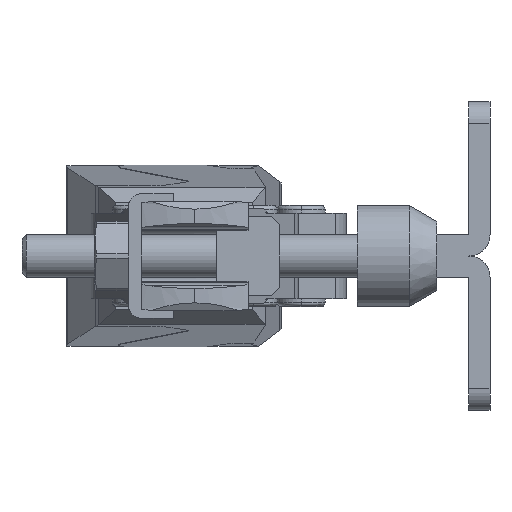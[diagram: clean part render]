
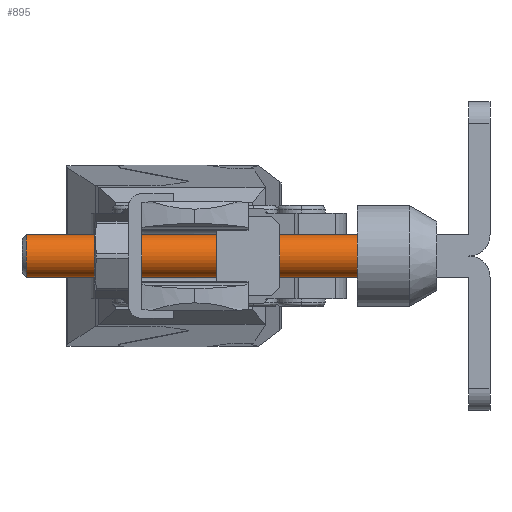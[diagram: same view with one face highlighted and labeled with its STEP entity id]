
A CAD part, left-side view. The second image highlights one B-rep face of the part: STEP entity #895.
In plain terms, the highlighted cylindrical face has radius 4 mm (diameter 8 mm), a partial arc.
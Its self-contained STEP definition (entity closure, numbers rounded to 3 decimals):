
#895=ADVANCED_FACE('NONE',(#1869),#1870,.T.);
#1869=FACE_OUTER_BOUND('',#3086,.T.);
#1870=CYLINDRICAL_SURFACE('',#3087,4.0);
#3086=EDGE_LOOP('',(#5872,#5873,#5874,#5875));
#3087=AXIS2_PLACEMENT_3D('',#5876,#5877,#5878);
#5872=ORIENTED_EDGE('',*,*,#7289,.F.);
#5873=ORIENTED_EDGE('',*,*,#7323,.T.);
#5874=ORIENTED_EDGE('',*,*,#7291,.T.);
#5875=ORIENTED_EDGE('',*,*,#7325,.T.);
#5876=CARTESIAN_POINT('',(-58.5,17.7,0.0));
#5877=DIRECTION('',(0.0,1.0,0.0));
#5878=DIRECTION('',(0.0,0.0,-1.0));
#7289=EDGE_CURVE('NONE',#8895,#8897,#8898,.T.);
#7291=EDGE_CURVE('NONE',#8894,#8899,#8901,.T.);
#7323=EDGE_CURVE('NONE',#8895,#8894,#8945,.T.);
#7325=EDGE_CURVE('NONE',#8899,#8897,#8947,.T.);
#8894=VERTEX_POINT('NONE',#11848);
#8895=VERTEX_POINT('NONE',#11849);
#8897=VERTEX_POINT('NONE',#11851);
#8898=LINE('',#11852,#11853);
#8899=VERTEX_POINT('NONE',#11854);
#8901=LINE('',#11856,#11857);
#8945=CIRCLE('',#11909,4.0);
#8947=CIRCLE('',#11911,4.0);
#11848=CARTESIAN_POINT('',(-58.5,87.233,-4.));
#11849=CARTESIAN_POINT('',(-58.5,87.233,4.));
#11851=CARTESIAN_POINT('',(-58.5,23.0,4.0));
#11852=CARTESIAN_POINT('',(-58.5,17.7,4.0));
#11853=VECTOR('',#13313,1000.0);
#11854=CARTESIAN_POINT('',(-58.5,23.0,-4.0));
#11856=CARTESIAN_POINT('',(-58.5,17.7,-4.0));
#11857=VECTOR('',#13317,1000.0);
#11909=AXIS2_PLACEMENT_3D('',#13362,#13363,#13364);
#11911=AXIS2_PLACEMENT_3D('',#13365,#13366,#13367);
#13313=DIRECTION('',(0.0,-1.0,0.0));
#13317=DIRECTION('',(0.0,-1.0,0.0));
#13362=CARTESIAN_POINT('',(-58.5,87.233,0.0));
#13363=DIRECTION('',(0.0,-1.0,0.0));
#13364=DIRECTION('',(0.0,0.0,-1.0));
#13365=CARTESIAN_POINT('',(-58.5,23.0,0.0));
#13366=DIRECTION('',(0.0,1.0,0.0));
#13367=DIRECTION('',(0.0,0.0,-1.0));
